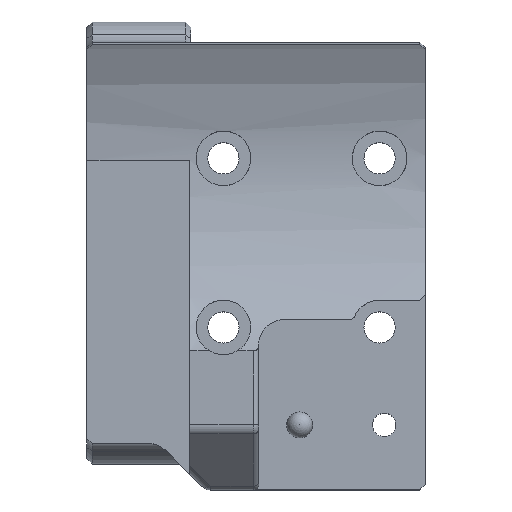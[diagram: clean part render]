
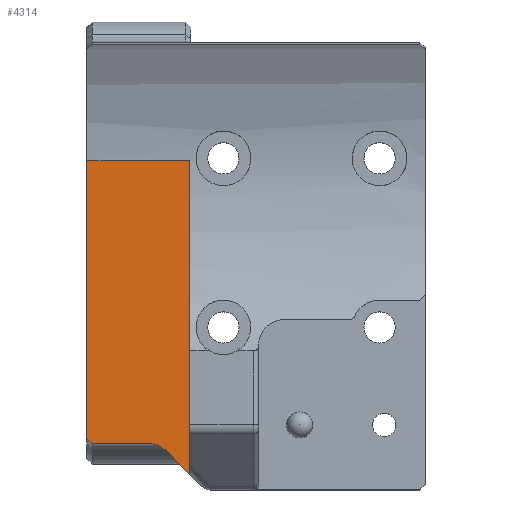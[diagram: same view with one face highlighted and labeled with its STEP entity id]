
A CAD part, top view. The second image highlights one B-rep face of the part: STEP entity #4314.
In plain terms, the highlighted planar face has unit normal (0, 0, 1).
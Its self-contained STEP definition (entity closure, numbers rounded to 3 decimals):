
#145=LINE('',#6429,#549);
#146=LINE('',#6549,#550);
#150=LINE('',#6561,#554);
#151=LINE('',#6563,#555);
#152=LINE('',#6565,#556);
#153=LINE('',#6568,#557);
#549=VECTOR('',#5044,10.);
#550=VECTOR('',#5053,10.);
#554=VECTOR('',#5063,10.);
#555=VECTOR('',#5064,10.);
#556=VECTOR('',#5065,10.);
#557=VECTOR('',#5068,10.);
#1043=FACE_OUTER_BOUND('',#1296,.T.);
#1296=EDGE_LOOP('',(#2883,#2884,#2885,#2886,#2887,#2888,#2889));
#1567=CIRCLE('',#4589,2.);
#1753=VERTEX_POINT('',#6324);
#1771=VERTEX_POINT('',#6427);
#1784=VERTEX_POINT('',#6548);
#1789=VERTEX_POINT('',#6560);
#1790=VERTEX_POINT('',#6562);
#1791=VERTEX_POINT('',#6564);
#1792=VERTEX_POINT('',#6566);
#2193=EDGE_CURVE('',#1753,#1771,#145,.T.);
#2206=EDGE_CURVE('',#1753,#1784,#146,.T.);
#2212=EDGE_CURVE('',#1789,#1771,#150,.T.);
#2213=EDGE_CURVE('',#1790,#1789,#151,.T.);
#2214=EDGE_CURVE('',#1791,#1790,#152,.T.);
#2215=EDGE_CURVE('',#1792,#1791,#1567,.T.);
#2216=EDGE_CURVE('',#1784,#1792,#153,.T.);
#2883=ORIENTED_EDGE('',*,*,#2212,.F.);
#2884=ORIENTED_EDGE('',*,*,#2213,.F.);
#2885=ORIENTED_EDGE('',*,*,#2214,.F.);
#2886=ORIENTED_EDGE('',*,*,#2215,.F.);
#2887=ORIENTED_EDGE('',*,*,#2216,.F.);
#2888=ORIENTED_EDGE('',*,*,#2206,.F.);
#2889=ORIENTED_EDGE('',*,*,#2193,.T.);
#4186=PLANE('',#4588);
#4314=ADVANCED_FACE('',(#1043),#4186,.T.);
#4588=AXIS2_PLACEMENT_3D('',#6559,#5061,#5062);
#4589=AXIS2_PLACEMENT_3D('',#6567,#5066,#5067);
#5044=DIRECTION('',(-1.,0.,0.));
#5053=DIRECTION('',(0.,-1.,0.));
#5061=DIRECTION('center_axis',(0.,0.,1.));
#5062=DIRECTION('ref_axis',(0.,-1.,0.));
#5063=DIRECTION('',(0.,1.,0.));
#5064=DIRECTION('',(-0.707,0.707,0.));
#5065=DIRECTION('',(-1.,0.,0.));
#5066=DIRECTION('center_axis',(0.,0.,1.));
#5067=DIRECTION('ref_axis',(0.,-1.,0.));
#5068=DIRECTION('',(-0.707,0.707,0.));
#6324=CARTESIAN_POINT('',(21.36,6.314,38.463));
#6427=CARTESIAN_POINT('',(13.46,6.314,38.463));
#6429=CARTESIAN_POINT('',(30.86,6.314,38.463));
#6548=CARTESIAN_POINT('',(21.36,-17.8,38.463));
#6549=CARTESIAN_POINT('',(21.36,-8.686,38.463));
#6559=CARTESIAN_POINT('Origin',(15.36,-8.686,38.463));
#6560=CARTESIAN_POINT('',(13.46,-15.,38.463));
#6561=CARTESIAN_POINT('',(13.46,-12.043,38.463));
#6562=CARTESIAN_POINT('',(13.86,-15.4,38.463));
#6563=CARTESIAN_POINT('',(12.357,-13.897,38.463));
#6564=CARTESIAN_POINT('',(18.132,-15.4,38.463));
#6565=CARTESIAN_POINT('',(7.68,-15.4,38.463));
#6566=CARTESIAN_POINT('',(19.546,-15.986,38.463));
#6567=CARTESIAN_POINT('Origin',(18.132,-17.4,38.463));
#6568=CARTESIAN_POINT('',(16.382,-12.822,38.463));
